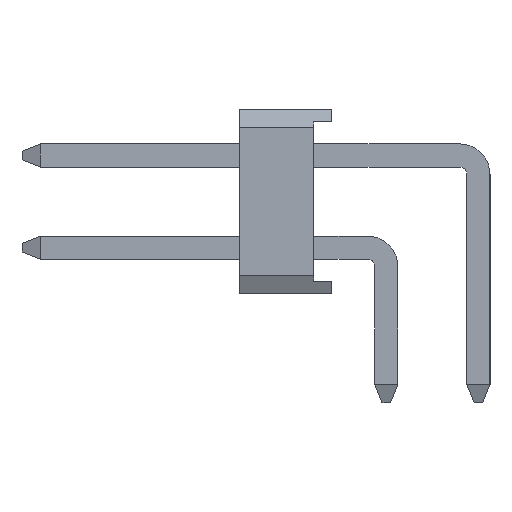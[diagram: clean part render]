
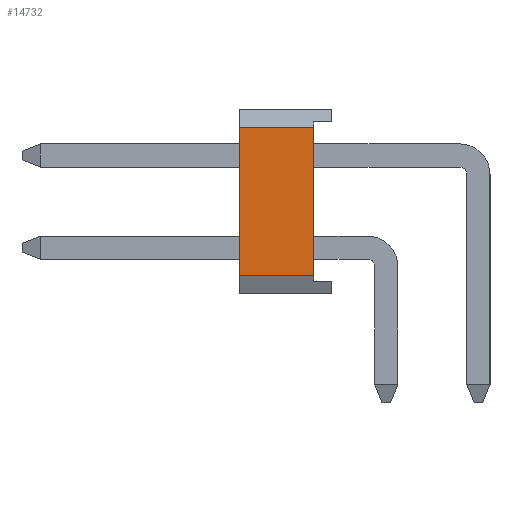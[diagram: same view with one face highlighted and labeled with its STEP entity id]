
A CAD part, left-side view. The second image highlights one B-rep face of the part: STEP entity #14732.
In plain terms, the highlighted planar face has unit normal (-1, 0, 0).
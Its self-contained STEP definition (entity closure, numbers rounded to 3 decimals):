
#2164=ORIENTED_EDGE('',*,*,#4069,.F.);
#2165=ORIENTED_EDGE('',*,*,#4154,.T.);
#2166=ORIENTED_EDGE('',*,*,#4150,.T.);
#2167=ORIENTED_EDGE('',*,*,#4155,.T.);
#4069=EDGE_CURVE('',#5218,#5219,#6389,.T.);
#4150=EDGE_CURVE('',#5259,#5258,#6470,.T.);
#4154=EDGE_CURVE('',#5218,#5259,#6474,.T.);
#4155=EDGE_CURVE('',#5258,#5219,#6475,.T.);
#5218=VERTEX_POINT('',#20334);
#5219=VERTEX_POINT('',#20336);
#5258=VERTEX_POINT('',#20486);
#5259=VERTEX_POINT('',#20488);
#6389=LINE('',#20335,#7781);
#6470=LINE('',#20487,#7862);
#6474=LINE('',#20495,#7866);
#6475=LINE('',#20497,#7867);
#7781=VECTOR('',#17397,1000.);
#7862=VECTOR('',#17540,1000.);
#7866=VECTOR('',#17550,1000.);
#7867=VECTOR('',#17553,1000.);
#8728=EDGE_LOOP('',(#2164,#2165,#2166,#2167));
#9370=FACE_BOUND('',#8728,.T.);
#9946=PLANE('',#15425);
#14732=ADVANCED_FACE('',(#9370),#9946,.T.);
#15425=AXIS2_PLACEMENT_3D('',#20496,#17551,#17552);
#17397=DIRECTION('',(0.,0.,1.));
#17540=DIRECTION('',(0.,0.,1.));
#17550=DIRECTION('',(0.,-1.,0.));
#17551=DIRECTION('',(-1.,0.,0.));
#17552=DIRECTION('',(0.,0.,1.));
#17553=DIRECTION('',(0.,1.,0.));
#20334=CARTESIAN_POINT('',(-13.97,2.04,-0.77));
#20335=CARTESIAN_POINT('',(-13.97,2.04,-27.486));
#20336=CARTESIAN_POINT('',(-13.97,2.04,1.27));
#20486=CARTESIAN_POINT('',(-13.97,-2.04,1.27));
#20487=CARTESIAN_POINT('',(-13.97,-2.04,-27.486));
#20488=CARTESIAN_POINT('',(-13.97,-2.04,-0.77));
#20495=CARTESIAN_POINT('',(-13.97,-2.54,-0.77));
#20496=CARTESIAN_POINT('',(-13.97,-2.54,-1.27));
#20497=CARTESIAN_POINT('',(-13.97,-2.54,1.27));
